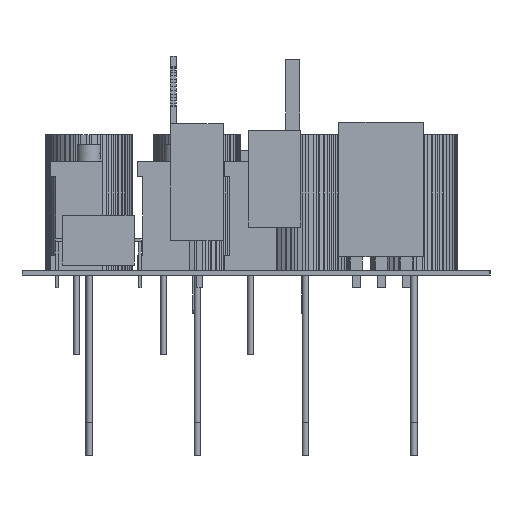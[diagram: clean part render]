
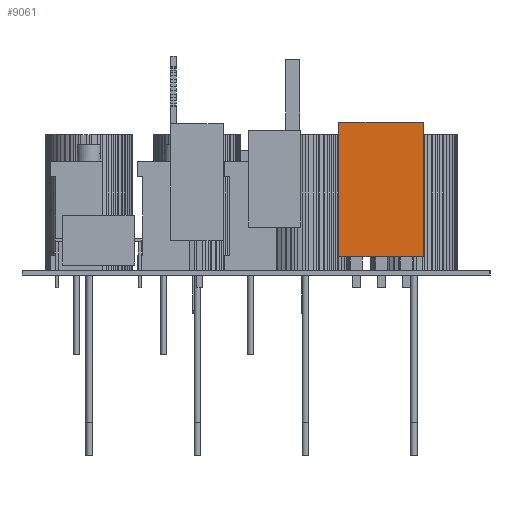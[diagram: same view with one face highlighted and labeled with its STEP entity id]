
A CAD part, left-side view. The second image highlights one B-rep face of the part: STEP entity #9061.
In plain terms, the highlighted planar face has unit normal (-1, 0, 0).
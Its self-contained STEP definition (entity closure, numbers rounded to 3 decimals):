
#9036 = VERTEX_POINT('',#9037);
#9037 = CARTESIAN_POINT('',(-1.5,3.9,12.37));
#9043 = EDGE_CURVE('',#9044,#9036,#9046,.T.);
#9044 = VERTEX_POINT('',#9045);
#9045 = CARTESIAN_POINT('',(-1.5,3.9,0.));
#9046 = LINE('',#9047,#9048);
#9047 = CARTESIAN_POINT('',(-1.5,3.9,0.));
#9048 = VECTOR('',#9049,1.);
#9049 = DIRECTION('',(0.,0.,1.));
#9061 = ADVANCED_FACE('',(#9062),#9087,.F.);
#9062 = FACE_BOUND('',#9063,.F.);
#9063 = EDGE_LOOP('',(#9064,#9065,#9073,#9081));
#9064 = ORIENTED_EDGE('',*,*,#9043,.T.);
#9065 = ORIENTED_EDGE('',*,*,#9066,.T.);
#9066 = EDGE_CURVE('',#9036,#9067,#9069,.T.);
#9067 = VERTEX_POINT('',#9068);
#9068 = CARTESIAN_POINT('',(-1.5,-3.9,12.37));
#9069 = LINE('',#9070,#9071);
#9070 = CARTESIAN_POINT('',(-1.5,3.9,12.37));
#9071 = VECTOR('',#9072,1.);
#9072 = DIRECTION('',(0.,-1.,0.));
#9073 = ORIENTED_EDGE('',*,*,#9074,.F.);
#9074 = EDGE_CURVE('',#9075,#9067,#9077,.T.);
#9075 = VERTEX_POINT('',#9076);
#9076 = CARTESIAN_POINT('',(-1.5,-3.9,0.));
#9077 = LINE('',#9078,#9079);
#9078 = CARTESIAN_POINT('',(-1.5,-3.9,0.));
#9079 = VECTOR('',#9080,1.);
#9080 = DIRECTION('',(0.,0.,1.));
#9081 = ORIENTED_EDGE('',*,*,#9082,.F.);
#9082 = EDGE_CURVE('',#9044,#9075,#9083,.T.);
#9083 = LINE('',#9084,#9085);
#9084 = CARTESIAN_POINT('',(-1.5,3.9,0.));
#9085 = VECTOR('',#9086,1.);
#9086 = DIRECTION('',(0.,-1.,0.));
#9087 = PLANE('',#9088);
#9088 = AXIS2_PLACEMENT_3D('',#9089,#9090,#9091);
#9089 = CARTESIAN_POINT('',(-1.5,3.9,0.));
#9090 = DIRECTION('',(1.,0.,-0.));
#9091 = DIRECTION('',(0.,-1.,0.));
